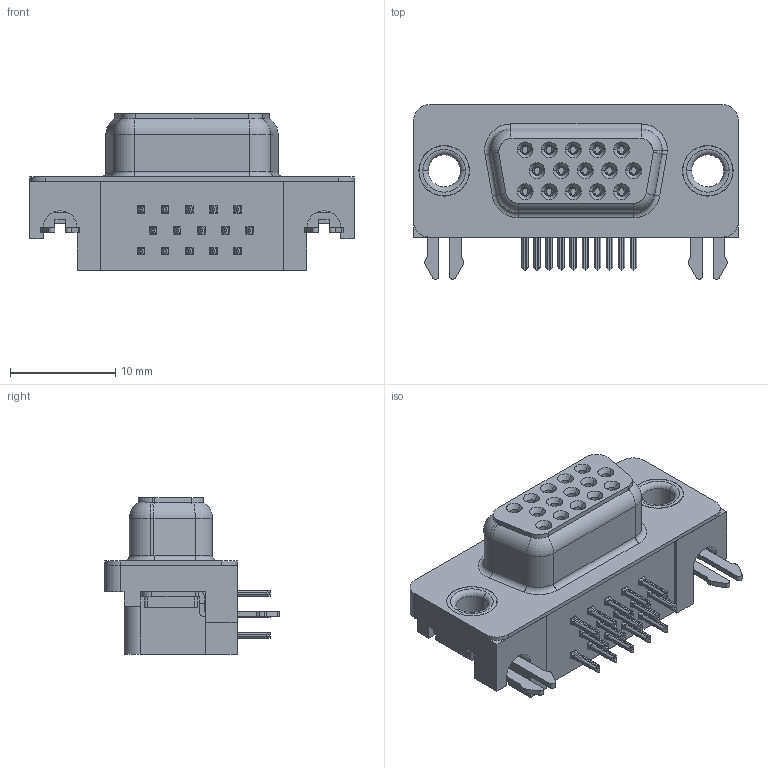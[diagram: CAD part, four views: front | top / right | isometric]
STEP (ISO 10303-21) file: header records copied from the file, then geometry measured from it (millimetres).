
FILE_DESCRIPTION (( 'STEP AP203' ), '1' );
FILE_NAME ('632-015-274-531.STEP', '2018-08-31T20:42:04', ( '' ), ( '' ), 'SwSTEP 2.0', 'SolidWorks 2016', '' );
FILE_SCHEMA (( 'CONFIG_CONTROL_DESIGN' ));
Length unit declared in the file: millimetre
Products named in the file (9): 632 Contact Top; 632 2 Prong Board Lock; 632 Thru Hole Rivet; 632 Contact Middle_Recessed; 632-015-274-531; 632 Housing_15 Socket; 632 Shell_9 Socket; 632 Contact Bottom; 632 Contact Middle
Assembly tree (21 placements, depth 2):
  632-015-274-531
    632 Housing_15 Socket
    632 Shell_9 Socket
    632 Contact Bottom  x5
    632 Contact Middle  x4
    632 Contact Top  x5
    632 2 Prong Board Lock  x2
    632 Thru Hole Rivet  x2
    632 Contact Middle_Recessed
Bounding box: 30.89 x 16.55 x 14.85 mm (x, y, z)
Volume: 2907.2 mm3; surface area: 4991.3 mm2
Topology: 21 solids, 21 shells, 2298 faces, 6024 edges, 3784 vertices
Faces by surface type: plane 990, cylinder 594, bspline 500, cone 180, torus 34
Entity records: 34074 total; most frequent: CARTESIAN_POINT 11752, ORIENTED_EDGE 4660, DIRECTION 3886, EDGE_CURVE 2330, VERTEX_POINT 1476, LINE 1372, VECTOR 1372, AXIS2_PLACEMENT_3D 1257
